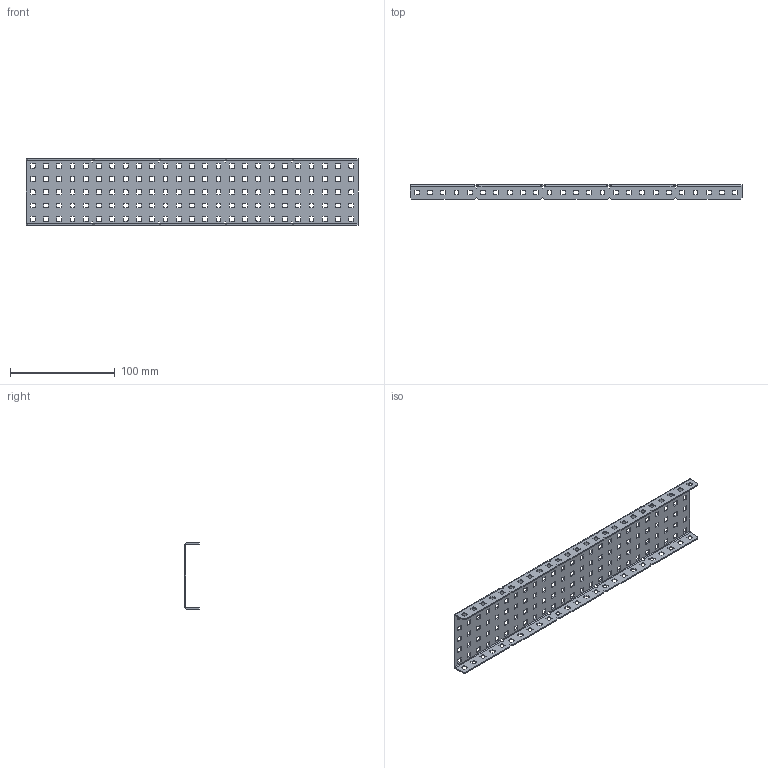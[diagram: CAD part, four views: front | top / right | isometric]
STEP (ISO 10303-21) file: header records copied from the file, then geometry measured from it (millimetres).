
FILE_DESCRIPTION(/* description */ (''),/* implementation_level */ '2;1');
FILE_NAME(/* name */ 'Aluminum C-Channel 1x5x1x25.ipt.step',/* time_stamp */ '2020-04-16T23:01:04-04:00',/* author */ ('Jordan'),/* organization */ (''),/* preprocessor_version */ 'ST-DEVELOPER v17',/* originating_system */ 'Autodesk Inventor 2019',/* authorisation */ '');
FILE_SCHEMA (('AUTOMOTIVE_DESIGN { 1 0 10303 214 3 1 1 }'));
Length unit declared in the file: inch
Products named in the file (1): Aluminum C-Channel 1x5x1x25
Bounding box: 317.5 x 13.87 x 63.5 mm (x, y, z)
Volume: 28044.2 mm3; surface area: 52695.7 mm2
Topology: 1 solids, 1 shells, 1530 faces, 4765 edges, 3227 vertices
Faces by surface type: plane 778, cylinder 720, bspline 32
Entity records: 54751 total; most frequent: CARTESIAN_POINT 10834, DIRECTION 9276, ORIENTED_EDGE 9168, EDGE_CURVE 4584, LINE 3112, VECTOR 3112, AXIS2_PLACEMENT_3D 3082, VERTEX_POINT 3040
